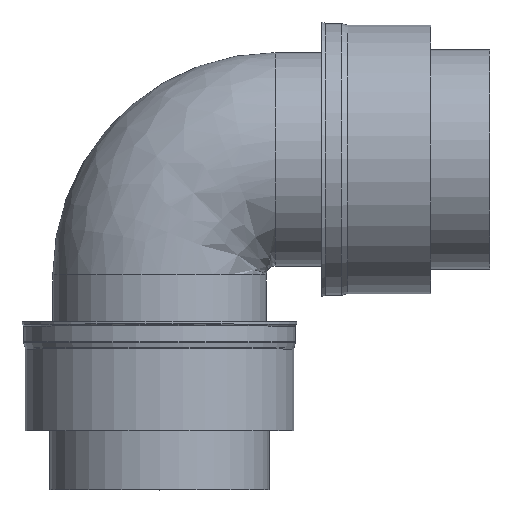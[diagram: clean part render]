
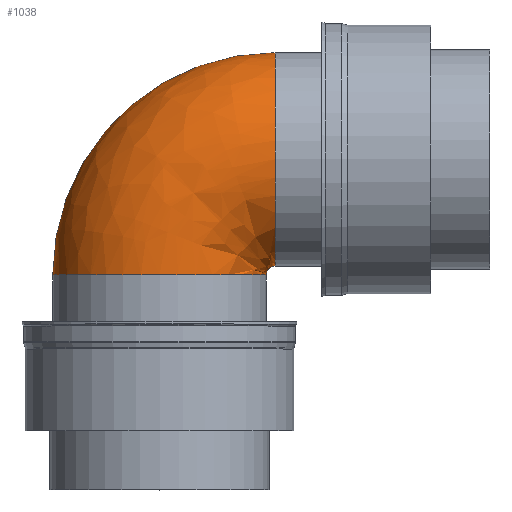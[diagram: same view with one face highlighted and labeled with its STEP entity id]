
A CAD part, top view. The second image highlights one B-rep face of the part: STEP entity #1038.
In plain terms, the highlighted free-form (B-spline) face has degree [2, 2] with [5, 3] control points.
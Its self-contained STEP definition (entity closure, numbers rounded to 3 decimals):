
#102=(
BOUNDED_SURFACE()
B_SPLINE_SURFACE(2,2,((#1643,#1644,#1645),(#1646,#1647,#1648),(#1649,#1650,
#1651),(#1652,#1653,#1654),(#1655,#1656,#1657)),.UNSPECIFIED.,.F.,.F.,.F.)
B_SPLINE_SURFACE_WITH_KNOTS((3,2,3),(3,3),(3.142,4.712,
6.283),(0.,1.571),.UNSPECIFIED.)
GEOMETRIC_REPRESENTATION_ITEM()
RATIONAL_B_SPLINE_SURFACE(((1.,0.707,1.),(0.707,
0.5,0.707),(1.,0.707,1.),(0.707,0.5,
0.707),(1.,0.707,1.)))
REPRESENTATION_ITEM('')
SURFACE()
);
#277=FACE_OUTER_BOUND('',#351,.T.);
#351=EDGE_LOOP('',(#693,#694,#695,#696));
#424=CIRCLE('',#1122,36.5);
#426=CIRCLE('',#1125,3.);
#427=CIRCLE('',#1126,76.);
#428=CIRCLE('',#1127,36.5);
#493=VERTEX_POINT('',#1636);
#494=VERTEX_POINT('',#1638);
#495=VERTEX_POINT('',#1658);
#496=VERTEX_POINT('',#1660);
#560=EDGE_CURVE('',#493,#494,#424,.T.);
#563=EDGE_CURVE('',#495,#494,#426,.T.);
#564=EDGE_CURVE('',#493,#496,#427,.T.);
#565=EDGE_CURVE('',#496,#495,#428,.T.);
#693=ORIENTED_EDGE('',*,*,#563,.T.);
#694=ORIENTED_EDGE('',*,*,#560,.F.);
#695=ORIENTED_EDGE('',*,*,#564,.T.);
#696=ORIENTED_EDGE('',*,*,#565,.T.);
#1038=ADVANCED_FACE('',(#277),#102,.F.);
#1122=AXIS2_PLACEMENT_3D('',#1639,#1279,#1280);
#1125=AXIS2_PLACEMENT_3D('',#1659,#1286,#1287);
#1126=AXIS2_PLACEMENT_3D('',#1661,#1288,#1289);
#1127=AXIS2_PLACEMENT_3D('',#1662,#1290,#1291);
#1279=DIRECTION('center_axis',(1.,0.,0.));
#1280=DIRECTION('ref_axis',(0.,-1.,0.));
#1286=DIRECTION('center_axis',(0.,0.,-1.));
#1287=DIRECTION('ref_axis',(0.,1.,0.));
#1288=DIRECTION('center_axis',(0.,0.,1.));
#1289=DIRECTION('ref_axis',(0.,1.,0.));
#1290=DIRECTION('center_axis',(0.,1.,0.));
#1291=DIRECTION('ref_axis',(1.,0.,0.));
#1636=CARTESIAN_POINT('',(39.5,25.,0.));
#1638=CARTESIAN_POINT('',(39.5,-48.,0.));
#1639=CARTESIAN_POINT('Origin',(39.5,-11.5,0.));
#1643=CARTESIAN_POINT('Ctrl Pts',(39.5,25.,0.));
#1644=CARTESIAN_POINT('Ctrl Pts',(-36.5,25.,0.));
#1645=CARTESIAN_POINT('Ctrl Pts',(-36.5,-51.,0.));
#1646=CARTESIAN_POINT('Ctrl Pts',(39.5,25.,36.5));
#1647=CARTESIAN_POINT('Ctrl Pts',(-36.5,25.,36.5));
#1648=CARTESIAN_POINT('Ctrl Pts',(-36.5,-51.,36.5));
#1649=CARTESIAN_POINT('Ctrl Pts',(39.5,-11.5,36.5));
#1650=CARTESIAN_POINT('Ctrl Pts',(0.,-11.5,
36.5));
#1651=CARTESIAN_POINT('Ctrl Pts',(0.,-51.,36.5));
#1652=CARTESIAN_POINT('Ctrl Pts',(39.5,-48.,36.5));
#1653=CARTESIAN_POINT('Ctrl Pts',(36.5,-48.,36.5));
#1654=CARTESIAN_POINT('Ctrl Pts',(36.5,-51.,36.5));
#1655=CARTESIAN_POINT('Ctrl Pts',(39.5,-48.,0.));
#1656=CARTESIAN_POINT('Ctrl Pts',(36.5,-48.,0.));
#1657=CARTESIAN_POINT('Ctrl Pts',(36.5,-51.,0.));
#1658=CARTESIAN_POINT('',(36.5,-51.,0.));
#1659=CARTESIAN_POINT('Origin',(39.5,-51.,0.));
#1660=CARTESIAN_POINT('',(-36.5,-51.,0.));
#1661=CARTESIAN_POINT('Origin',(39.5,-51.,0.));
#1662=CARTESIAN_POINT('Origin',(0.,-51.,0.));
